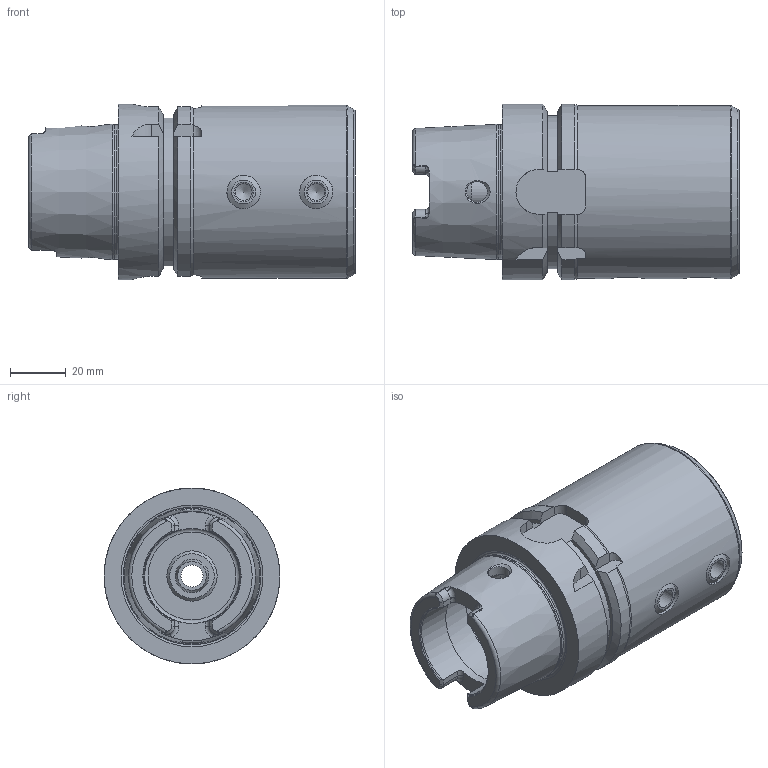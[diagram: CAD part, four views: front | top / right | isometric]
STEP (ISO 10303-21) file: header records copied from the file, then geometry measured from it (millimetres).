
FILE_DESCRIPTION((''),'2;1');
FILE_NAME('591075125085-3D.stp','2019-12-11T08:12:59',('nttooll'),(''),'Autodesk Inventor 2012','Autodesk Inventor 2012','');
FILE_SCHEMA(('AUTOMOTIVE_DESIGN { 1 0 10303 214 1 1 1 1 }'));
Length unit declared in the file: millimetre
Products named in the file (1): 591075125085-3D
Bounding box: 117 x 63 x 63 mm (x, y, z)
Volume: 232155.4 mm3; surface area: 40963.7 mm2
Topology: 1 solids, 1 shells, 161 faces, 410 edges, 259 vertices
Faces by surface type: plane 54, cylinder 50, cone 38, torus 19
Full cylindrical faces by diameter (mm): 6 x2, 6.928 x2, 7.5 x2, 8 x1, 8.5 x2, 11.3 x1, 12 x5, 18 x1, 25 x1, 25.4 x1, 34 x1, 34.5 x1, 40 x1, 48 x1, 62 x1, 63 x1
Entity records: 4958 total; most frequent: CARTESIAN_POINT 1423, DIRECTION 728, ORIENTED_EDGE 680, EDGE_CURVE 340, AXIS2_PLACEMENT_3D 310, VERTEX_POINT 243, EDGE_LOOP 229, FACE_OUTER_BOUND 161
